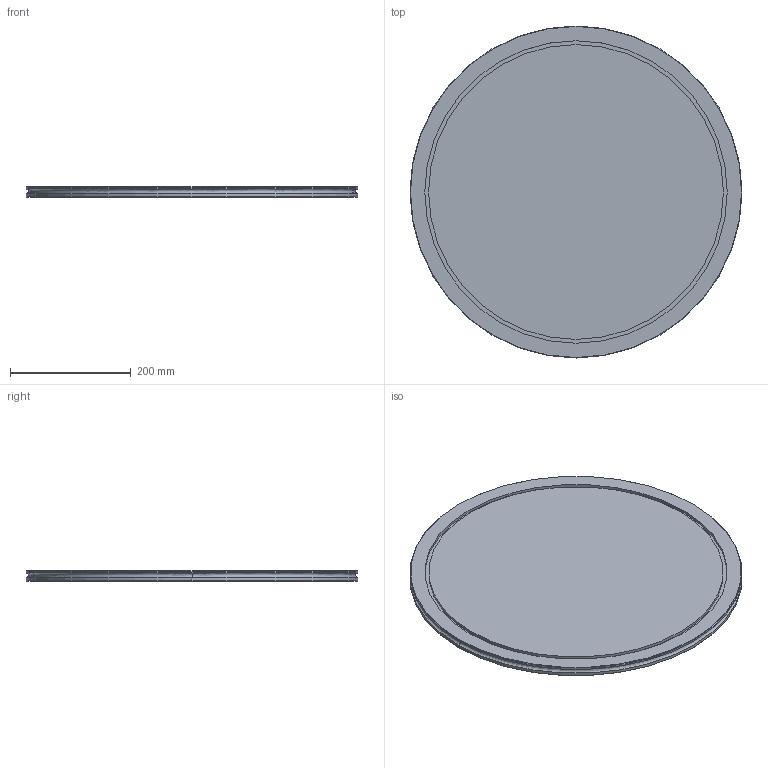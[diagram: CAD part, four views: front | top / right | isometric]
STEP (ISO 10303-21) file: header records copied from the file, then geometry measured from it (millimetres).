
FILE_DESCRIPTION (( 'STEP AP214' ), '1' );
FILE_NAME ('Nor-Cal-ISO_500_000_OF.STEP', '2021-10-18T00:15:34', ( '' ), ( '' ), 'SwSTEP 2.0', 'SolidWorks 2021', '' );
FILE_SCHEMA (( 'AUTOMOTIVE_DESIGN' ));
Length unit declared in the file: inch
Products named in the file (1): Nor-Cal-ISO_500_000_OF
Bounding box: 549.99 x 549.99 x 17.02 mm (x, y, z)
Volume: 3933434.2 mm3; surface area: 531346.2 mm2
Topology: 1 solids, 1 shells, 24 faces, 48 edges, 30 vertices
Faces by surface type: cylinder 12, plane 6, cone 4, bspline 2
Entity records: 698 total; most frequent: CARTESIAN_POINT 133, DIRECTION 126, ORIENTED_EDGE 96, AXIS2_PLACEMENT_3D 55, EDGE_CURVE 48, CIRCLE 32, VERTEX_POINT 30, EDGE_LOOP 28
